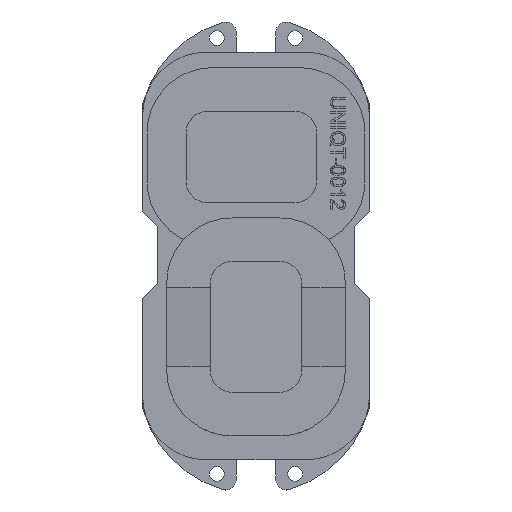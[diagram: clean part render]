
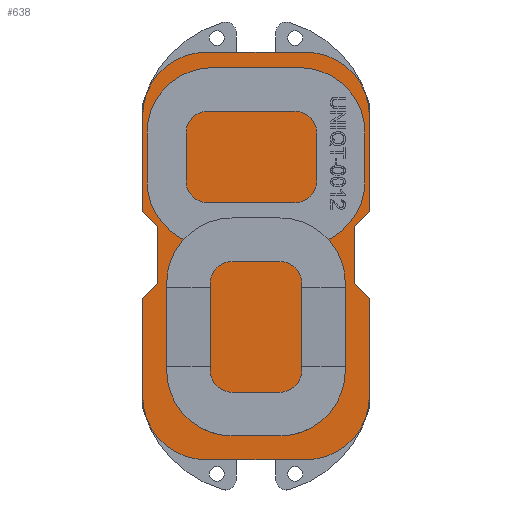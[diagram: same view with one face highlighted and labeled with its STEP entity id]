
A CAD part, top view. The second image highlights one B-rep face of the part: STEP entity #638.
In plain terms, the highlighted planar face has unit normal (0, 0, 1).
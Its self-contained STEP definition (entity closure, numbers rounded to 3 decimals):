
#196=DIRECTION('',(0.,-1.,0.));
#197=VECTOR('',#196,22.5);
#198=CARTESIAN_POINT('',(26.,-13.131,56.629));
#199=LINE('',#198,#197);
#210=DIRECTION('',(1.,0.,0.));
#211=VECTOR('',#210,11.5);
#212=CARTESIAN_POINT('',(0.,-50.131,
56.629));
#213=LINE('',#212,#211);
#217=DIRECTION('',(1.,0.,0.));
#218=VECTOR('',#217,11.5);
#219=CARTESIAN_POINT('',(-11.5,-50.131,56.629));
#220=LINE('',#219,#218);
#224=CARTESIAN_POINT('',(-11.5,-35.631,56.629));
#225=DIRECTION('',(0.,0.,1.));
#226=DIRECTION('',(-1.,0.,0.));
#227=AXIS2_PLACEMENT_3D('',#224,#225,#226);
#232=DIRECTION('',(0.,-1.,0.));
#233=VECTOR('',#232,22.5);
#234=CARTESIAN_POINT('',(-26.,-13.131,56.629));
#235=LINE('',#234,#233);
#239=DIRECTION('',(-0.708,-0.707,0.));
#240=VECTOR('',#239,4.946);
#241=CARTESIAN_POINT('',(-22.5,-9.636,56.629));
#242=LINE('',#241,#240);
#246=DIRECTION('',(0.708,-0.707,0.));
#247=VECTOR('',#246,4.946);
#248=CARTESIAN_POINT('',(-26.,6.869,56.629));
#249=LINE('',#248,#247);
#253=DIRECTION('',(0.,-1.,0.));
#254=VECTOR('',#253,22.);
#255=CARTESIAN_POINT('',(-26.,28.869,56.629));
#256=LINE('',#255,#254);
#260=CARTESIAN_POINT('',(-11.5,28.869,56.629));
#261=DIRECTION('',(0.,0.,1.));
#262=DIRECTION('',(0.,1.,0.));
#263=AXIS2_PLACEMENT_3D('',#260,#261,#262);
#268=DIRECTION('',(-1.,0.,0.));
#269=VECTOR('',#268,23.);
#270=CARTESIAN_POINT('',(11.5,43.369,56.629));
#271=LINE('',#270,#269);
#275=CARTESIAN_POINT('',(11.5,28.869,56.629));
#276=DIRECTION('',(0.,0.,1.));
#277=DIRECTION('',(1.,0.,0.));
#278=AXIS2_PLACEMENT_3D('',#275,#276,#277);
#283=DIRECTION('',(0.708,0.707,0.));
#284=VECTOR('',#283,4.946);
#285=CARTESIAN_POINT('',(22.5,3.374,56.629));
#286=LINE('',#285,#284);
#290=DIRECTION('',(0.,1.,0.));
#291=VECTOR('',#290,13.01);
#292=CARTESIAN_POINT('',(22.5,-9.636,56.629));
#293=LINE('',#292,#291);
#297=DIRECTION('',(-0.708,0.707,0.));
#298=VECTOR('',#297,4.946);
#299=CARTESIAN_POINT('',(26.,-13.131,56.629));
#300=LINE('',#299,#298);
#304=CARTESIAN_POINT('',(11.5,-35.631,56.629));
#305=DIRECTION('',(0.,0.,1.));
#306=DIRECTION('',(0.,-1.,0.));
#307=AXIS2_PLACEMENT_3D('',#304,#305,#306);
#354=DIRECTION('',(0.,1.,0.));
#355=VECTOR('',#354,13.01);
#356=CARTESIAN_POINT('',(-22.5,-9.636,56.629));
#357=LINE('',#356,#355);
#424=DIRECTION('',(0.,-1.,0.));
#425=VECTOR('',#424,22.);
#426=CARTESIAN_POINT('',(26.,28.869,56.629));
#427=LINE('',#426,#425);
#507=CARTESIAN_POINT('',(-26.,-35.631,56.629));
#508=CARTESIAN_POINT('',(-11.5,-50.131,56.629));
#509=VERTEX_POINT('',#507);
#510=VERTEX_POINT('',#508);
#511=CARTESIAN_POINT('',(-26.,-13.131,56.629));
#512=VERTEX_POINT('',#511);
#513=CARTESIAN_POINT('',(-22.5,-9.636,56.629));
#514=VERTEX_POINT('',#513);
#515=CARTESIAN_POINT('',(-22.5,3.374,56.629));
#516=VERTEX_POINT('',#515);
#517=CARTESIAN_POINT('',(-26.,6.869,56.629));
#518=VERTEX_POINT('',#517);
#519=CARTESIAN_POINT('',(-26.,28.869,56.629));
#520=VERTEX_POINT('',#519);
#521=CARTESIAN_POINT('',(-11.5,43.369,56.629));
#522=VERTEX_POINT('',#521);
#523=CARTESIAN_POINT('',(11.5,43.369,56.629));
#524=VERTEX_POINT('',#523);
#525=CARTESIAN_POINT('',(26.,28.869,56.629));
#526=VERTEX_POINT('',#525);
#527=CARTESIAN_POINT('',(26.,6.869,56.629));
#528=VERTEX_POINT('',#527);
#529=CARTESIAN_POINT('',(22.5,3.374,56.629));
#530=VERTEX_POINT('',#529);
#531=CARTESIAN_POINT('',(22.5,-9.636,56.629));
#532=VERTEX_POINT('',#531);
#533=CARTESIAN_POINT('',(26.,-13.131,56.629));
#534=VERTEX_POINT('',#533);
#535=CARTESIAN_POINT('',(26.,-35.631,56.629));
#536=VERTEX_POINT('',#535);
#537=CARTESIAN_POINT('',(11.5,-50.131,56.629));
#538=VERTEX_POINT('',#537);
#539=CARTESIAN_POINT('',(0.,-50.131,
56.629));
#540=VERTEX_POINT('',#539);
#598=CARTESIAN_POINT('',(-20.142,45.011,56.629));
#599=DIRECTION('',(0.,0.,-1.));
#600=DIRECTION('',(0.,1.,0.));
#601=AXIS2_PLACEMENT_3D('',#598,#599,#600);
#602=PLANE('',#601);
#604=ORIENTED_EDGE('',*,*,#603,.F.);
#606=ORIENTED_EDGE('',*,*,#605,.F.);
#608=ORIENTED_EDGE('',*,*,#607,.F.);
#610=ORIENTED_EDGE('',*,*,#609,.F.);
#612=ORIENTED_EDGE('',*,*,#611,.F.);
#614=ORIENTED_EDGE('',*,*,#613,.T.);
#616=ORIENTED_EDGE('',*,*,#615,.F.);
#618=ORIENTED_EDGE('',*,*,#617,.F.);
#620=ORIENTED_EDGE('',*,*,#619,.F.);
#622=ORIENTED_EDGE('',*,*,#621,.F.);
#624=ORIENTED_EDGE('',*,*,#623,.F.);
#626=ORIENTED_EDGE('',*,*,#625,.T.);
#628=ORIENTED_EDGE('',*,*,#627,.F.);
#630=ORIENTED_EDGE('',*,*,#629,.F.);
#632=ORIENTED_EDGE('',*,*,#631,.F.);
#633=ORIENTED_EDGE('',*,*,#588,.T.);
#635=ORIENTED_EDGE('',*,*,#634,.F.);
#636=EDGE_LOOP('',(#604,#606,#608,#610,#612,#614,#616,#618,#620,#622,#624,#626,
#628,#630,#632,#633,#635));
#637=FACE_OUTER_BOUND('',#636,.F.);
#638=ADVANCED_FACE('',(#637),#602,.F.);
#228=CIRCLE('',#227,14.5);
#264=CIRCLE('',#263,14.5);
#279=CIRCLE('',#278,14.5);
#308=CIRCLE('',#307,14.5);
#588=EDGE_CURVE('',#534,#536,#199,.T.);
#603=EDGE_CURVE('',#540,#538,#213,.T.);
#605=EDGE_CURVE('',#510,#540,#220,.T.);
#607=EDGE_CURVE('',#509,#510,#228,.T.);
#609=EDGE_CURVE('',#512,#509,#235,.T.);
#611=EDGE_CURVE('',#514,#512,#242,.T.);
#613=EDGE_CURVE('',#514,#516,#357,.T.);
#615=EDGE_CURVE('',#518,#516,#249,.T.);
#617=EDGE_CURVE('',#520,#518,#256,.T.);
#619=EDGE_CURVE('',#522,#520,#264,.T.);
#621=EDGE_CURVE('',#524,#522,#271,.T.);
#623=EDGE_CURVE('',#526,#524,#279,.T.);
#625=EDGE_CURVE('',#526,#528,#427,.T.);
#627=EDGE_CURVE('',#530,#528,#286,.T.);
#629=EDGE_CURVE('',#532,#530,#293,.T.);
#631=EDGE_CURVE('',#534,#532,#300,.T.);
#634=EDGE_CURVE('',#538,#536,#308,.T.);
